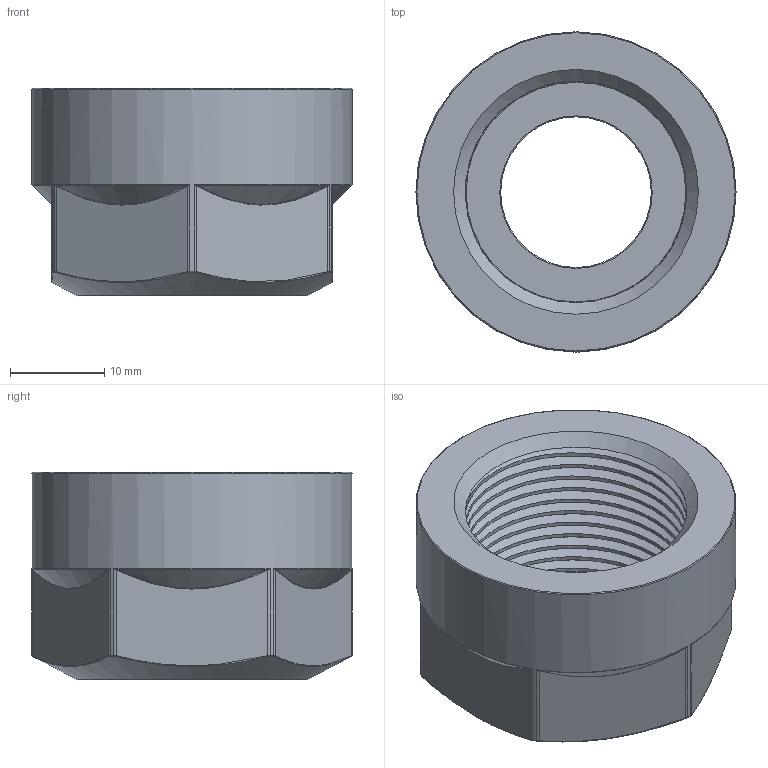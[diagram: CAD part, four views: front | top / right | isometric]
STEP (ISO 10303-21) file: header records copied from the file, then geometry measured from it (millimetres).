
FILE_DESCRIPTION(/* description */ (''),/* implementation_level */ '2;1');
FILE_NAME(/* name */ 'ER20-A Collet Nut.step',/* time_stamp */ '2025-11-16T14:45:07Z',/* author */ (''),/* organization */ (''),/* preprocessor_version */ 'ST-DEVELOPER v20.1',/* originating_system */ 'Autodesk Translation Framework v14.21.0.0',/* authorisation */ '');
FILE_SCHEMA (('AUTOMOTIVE_DESIGN { 1 0 10303 214 3 1 1 }'));
Length unit declared in the file: millimetre
Products named in the file (1): ER20-A Collet Nut
Bounding box: 34 x 34 x 22 mm (x, y, z)
Volume: 9043.9 mm3; surface area: 5867.8 mm2
Topology: 1 solids, 1 shells, 124 faces, 309 edges, 176 vertices
Faces by surface type: bspline 50, cylinder 38, torus 17, plane 11, cone 8
Full cylindrical faces by diameter (mm): 16 x1, 23.526 x10, 25.208 x10, 34 x1
Entity records: 7447 total; most frequent: CARTESIAN_POINT 4888, ORIENTED_EDGE 594, DIRECTION 398, EDGE_CURVE 297, VERTEX_POINT 176, AXIS2_PLACEMENT_3D 174, B_SPLINE_CURVE_WITH_KNOTS 148, EDGE_LOOP 127
